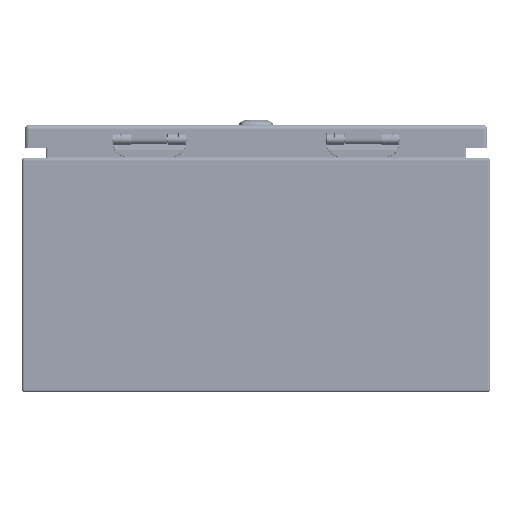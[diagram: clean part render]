
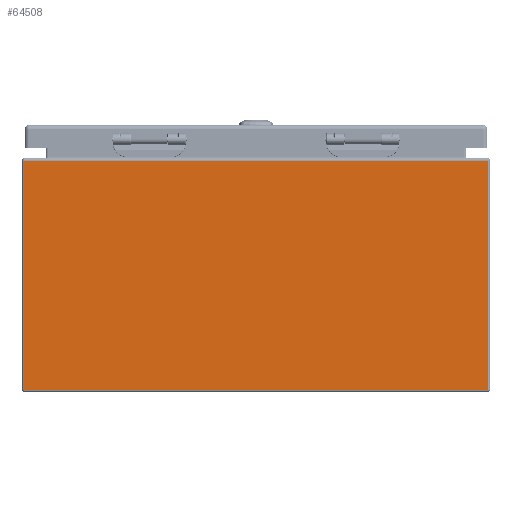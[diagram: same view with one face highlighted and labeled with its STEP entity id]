
A CAD part, left-side view. The second image highlights one B-rep face of the part: STEP entity #64508.
In plain terms, the highlighted planar face has unit normal (-1, 0, 0).
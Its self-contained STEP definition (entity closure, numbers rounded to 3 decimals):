
#6774=LINE('',#90444,#10642);
#6775=LINE('',#90451,#10643);
#6776=LINE('',#90453,#10644);
#6777=LINE('',#90454,#10645);
#10642=VECTOR('',#75126,0.394);
#10643=VECTOR('',#75135,0.394);
#10644=VECTOR('',#75136,0.394);
#10645=VECTOR('',#75137,0.394);
#15535=FACE_OUTER_BOUND('',#19547,.T.);
#19547=EDGE_LOOP('',(#42887,#42888,#42889,#42890));
#26186=VERTEX_POINT('',#90433);
#26189=VERTEX_POINT('',#90440);
#26192=VERTEX_POINT('',#90450);
#26193=VERTEX_POINT('',#90452);
#32603=EDGE_CURVE('',#26186,#26189,#6774,.T.);
#32606=EDGE_CURVE('',#26192,#26186,#6775,.T.);
#32607=EDGE_CURVE('',#26193,#26192,#6776,.T.);
#32608=EDGE_CURVE('',#26193,#26189,#6777,.T.);
#42887=ORIENTED_EDGE('',*,*,#32603,.F.);
#42888=ORIENTED_EDGE('',*,*,#32606,.F.);
#42889=ORIENTED_EDGE('',*,*,#32607,.F.);
#42890=ORIENTED_EDGE('',*,*,#32608,.T.);
#63117=PLANE('',#69377);
#64508=ADVANCED_FACE('',(#15535),#63117,.F.);
#69377=AXIS2_PLACEMENT_3D('',#90449,#75133,#75134);
#75126=DIRECTION('',(0.,0.,-1.));
#75133=DIRECTION('center_axis',(1.,0.,0.));
#75134=DIRECTION('ref_axis',(0.,0.,-1.));
#75135=DIRECTION('',(0.,-1.,0.));
#75136=DIRECTION('',(0.,0.,1.));
#75137=DIRECTION('',(0.,-1.,0.));
#90433=CARTESIAN_POINT('',(-10.,-7.916,7.916));
#90440=CARTESIAN_POINT('',(-10.,-7.916,0.084));
#90444=CARTESIAN_POINT('',(-10.,-7.916,7.916));
#90449=CARTESIAN_POINT('Origin',(-10.,-7.078,7.916));
#90450=CARTESIAN_POINT('',(-10.,7.916,7.916));
#90451=CARTESIAN_POINT('',(-10.,7.078,7.916));
#90452=CARTESIAN_POINT('',(-10.,7.916,0.084));
#90453=CARTESIAN_POINT('',(-10.,7.916,7.916));
#90454=CARTESIAN_POINT('',(-10.,0.,0.084));
